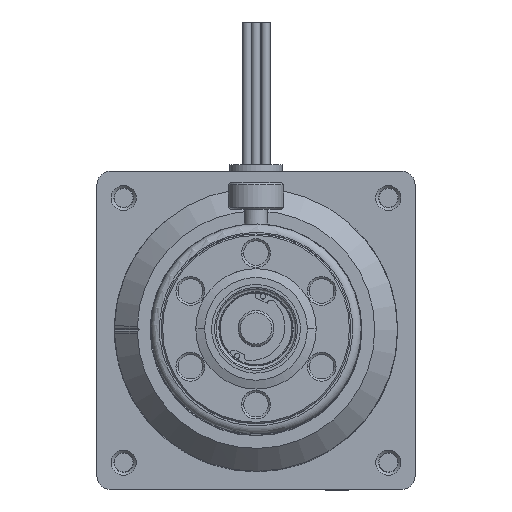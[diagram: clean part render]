
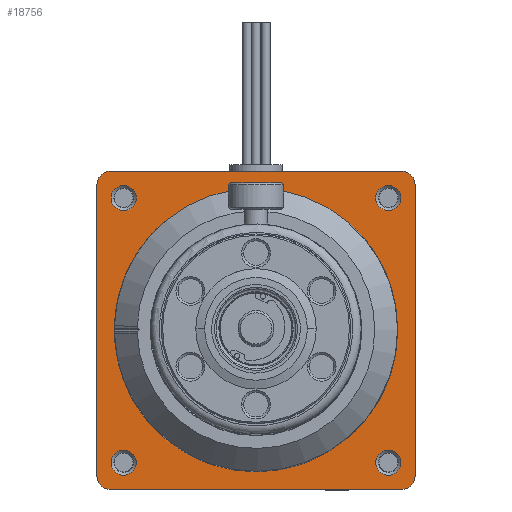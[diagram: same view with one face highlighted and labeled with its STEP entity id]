
A CAD part, top view. The second image highlights one B-rep face of the part: STEP entity #18756.
In plain terms, the highlighted planar face has unit normal (0, 0, 1).
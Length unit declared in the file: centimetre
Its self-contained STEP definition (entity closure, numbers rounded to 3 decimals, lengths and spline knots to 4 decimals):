
#1632=CIRCLE('',#59237,0.238);
#1634=CIRCLE('',#59240,0.238);
#1636=CIRCLE('',#59243,0.238);
#1638=CIRCLE('',#59246,0.238);
#1643=CIRCLE('',#59255,0.2235);
#1645=CIRCLE('',#59258,0.2235);
#1647=CIRCLE('',#59262,0.2235);
#1649=CIRCLE('',#59266,0.2235);
#1650=CIRCLE('',#59270,2.521);
#2206=VERTEX_POINT('',#23716);
#2207=VERTEX_POINT('',#23718);
#2218=VERTEX_POINT('',#23740);
#2219=VERTEX_POINT('',#23742);
#2398=VERTEX_POINT('',#24332);
#2399=VERTEX_POINT('',#24334);
#2468=VERTEX_POINT('',#24513);
#2469=VERTEX_POINT('',#24515);
#2550=VERTEX_POINT('',#25098);
#2552=VERTEX_POINT('',#25103);
#2554=VERTEX_POINT('',#25109);
#2556=VERTEX_POINT('',#25115);
#2557=VERTEX_POINT('',#25120);
#4263=VECTOR('',#20314,1.);
#4274=VECTOR('',#20326,1.);
#4433=VECTOR('',#20862,1.);
#4475=VECTOR('',#20943,1.);
#5374=LINE('',#23717,#4263);
#5385=LINE('',#23741,#4274);
#5544=LINE('',#24333,#4433);
#5586=LINE('',#24514,#4475);
#6485=EDGE_CURVE('',#2207,#2206,#5374,.T.);
#6497=EDGE_CURVE('',#2219,#2218,#5385,.T.);
#6756=EDGE_CURVE('',#2399,#2398,#5544,.T.);
#6831=EDGE_CURVE('',#2469,#2468,#5586,.T.);
#6988=EDGE_CURVE('',#2398,#2219,#1632,.T.);
#6990=EDGE_CURVE('',#2468,#2399,#1634,.T.);
#6992=EDGE_CURVE('',#2206,#2469,#1636,.T.);
#6994=EDGE_CURVE('',#2218,#2207,#1638,.T.);
#6999=EDGE_CURVE('',#2550,#2550,#1643,.T.);
#7001=EDGE_CURVE('',#2552,#2552,#1645,.T.);
#7003=EDGE_CURVE('',#2554,#2554,#1647,.T.);
#7005=EDGE_CURVE('',#2556,#2556,#1649,.T.);
#7006=EDGE_CURVE('',#2557,#2557,#1650,.T.);
#10550=ORIENTED_EDGE('',*,*,#7006,.T.);
#10551=ORIENTED_EDGE('',*,*,#7005,.F.);
#10552=ORIENTED_EDGE('',*,*,#7001,.F.);
#10553=ORIENTED_EDGE('',*,*,#6497,.T.);
#10554=ORIENTED_EDGE('',*,*,#6994,.T.);
#10555=ORIENTED_EDGE('',*,*,#6485,.T.);
#10556=ORIENTED_EDGE('',*,*,#6992,.T.);
#10557=ORIENTED_EDGE('',*,*,#6831,.T.);
#10558=ORIENTED_EDGE('',*,*,#6990,.T.);
#10559=ORIENTED_EDGE('',*,*,#6756,.T.);
#10560=ORIENTED_EDGE('',*,*,#6988,.T.);
#10561=ORIENTED_EDGE('',*,*,#6999,.F.);
#10562=ORIENTED_EDGE('',*,*,#7003,.F.);
#15945=EDGE_LOOP('',(#10550));
#15946=EDGE_LOOP('',(#10551));
#15947=EDGE_LOOP('',(#10552));
#15948=EDGE_LOOP('',(#10553,#10554,#10555,#10556,#10557,#10558,#10559,#10560));
#15949=EDGE_LOOP('',(#10561));
#15950=EDGE_LOOP('',(#10562));
#17385=FACE_BOUND('',#15945,.T.);
#17386=FACE_BOUND('',#15946,.T.);
#17387=FACE_BOUND('',#15947,.T.);
#17388=FACE_BOUND('',#15948,.T.);
#17389=FACE_BOUND('',#15949,.T.);
#17390=FACE_BOUND('',#15950,.T.);
#18756=ADVANCED_FACE('',(#17385,#17386,#17387,#17388,#17389,#17390),#19829,
 .T.);
#19829=PLANE('',#59269);
#20314=DIRECTION('',(0.,1.,0.));
#20326=DIRECTION('',(1.,0.,0.));
#20862=DIRECTION('',(0.,-1.,0.));
#20943=DIRECTION('',(-1.,0.,0.));
#21209=DIRECTION('',(0.,0.,1.));
#21210=DIRECTION('',(0.,0.238,0.));
#21215=DIRECTION('',(0.,0.,1.));
#21216=DIRECTION('',(0.,0.238,0.));
#21221=DIRECTION('',(0.,0.,1.));
#21222=DIRECTION('',(0.,0.238,0.));
#21227=DIRECTION('',(0.,0.,1.));
#21228=DIRECTION('',(0.,0.238,0.));
#21244=DIRECTION('',(0.,0.,1.));
#21245=DIRECTION('',(0.,-0.224,0.));
#21250=DIRECTION('',(0.,0.,1.));
#21251=DIRECTION('',(0.,-0.224,0.));
#21258=DIRECTION('',(0.,0.,1.));
#21259=DIRECTION('',(0.,-0.224,0.));
#21266=DIRECTION('',(0.,0.,1.));
#21267=DIRECTION('',(0.,-0.224,0.));
#21272=DIRECTION('',(0.,0.,1.));
#21273=DIRECTION('',(0.,0.,-1.));
#21274=DIRECTION('',(0.,2.521,0.));
#23716=CARTESIAN_POINT('',(2.8321,2.5941,0.5588));
#23717=CARTESIAN_POINT('',(2.8321,-2.5941,0.5588));
#23718=CARTESIAN_POINT('',(2.8321,-2.5941,0.5588));
#23740=CARTESIAN_POINT('',(2.5941,-2.8321,0.5588));
#23741=CARTESIAN_POINT('',(-2.5941,-2.8321,0.5588));
#23742=CARTESIAN_POINT('',(-2.5941,-2.8321,0.5588));
#24332=CARTESIAN_POINT('',(-2.8321,-2.5941,0.5588));
#24333=CARTESIAN_POINT('',(-2.8321,2.5941,0.5588));
#24334=CARTESIAN_POINT('',(-2.8321,2.5941,0.5588));
#24513=CARTESIAN_POINT('',(-2.5941,2.8321,0.5588));
#24514=CARTESIAN_POINT('',(2.5941,2.8321,0.5588));
#24515=CARTESIAN_POINT('',(2.5941,2.8321,0.5588));
#25075=CARTESIAN_POINT('',(-2.5941,-2.5941,0.5588));
#25078=CARTESIAN_POINT('',(-2.5941,2.5941,0.5588));
#25081=CARTESIAN_POINT('',(2.5941,2.5941,0.5588));
#25084=CARTESIAN_POINT('',(2.5941,-2.5941,0.5588));
#25097=CARTESIAN_POINT('',(-2.3558,-2.3558,0.5588));
#25098=CARTESIAN_POINT('',(-2.3558,-2.1323,0.5588));
#25102=CARTESIAN_POINT('',(2.3559,-2.3558,0.5588));
#25103=CARTESIAN_POINT('',(2.3559,-2.1323,0.5588));
#25108=CARTESIAN_POINT('',(2.3559,2.3559,0.5588));
#25109=CARTESIAN_POINT('',(2.3559,2.5794,0.5588));
#25114=CARTESIAN_POINT('',(-2.3558,2.3559,0.5588));
#25115=CARTESIAN_POINT('',(-2.3558,2.5794,0.5588));
#25118=CARTESIAN_POINT('',(0.,0.,0.5588));
#25119=CARTESIAN_POINT('',(0.,0.,0.5588));
#25120=CARTESIAN_POINT('',(0.,2.521,0.5588));
#59237=AXIS2_PLACEMENT_3D('',#25075,#21209,#21210);
#59240=AXIS2_PLACEMENT_3D('',#25078,#21215,#21216);
#59243=AXIS2_PLACEMENT_3D('',#25081,#21221,#21222);
#59246=AXIS2_PLACEMENT_3D('',#25084,#21227,#21228);
#59255=AXIS2_PLACEMENT_3D('',#25097,#21244,#21245);
#59258=AXIS2_PLACEMENT_3D('',#25102,#21250,#21251);
#59262=AXIS2_PLACEMENT_3D('',#25108,#21258,#21259);
#59266=AXIS2_PLACEMENT_3D('',#25114,#21266,#21267);
#59269=AXIS2_PLACEMENT_3D('',#25118,#21272,$);
#59270=AXIS2_PLACEMENT_3D('',#25119,#21273,#21274);
